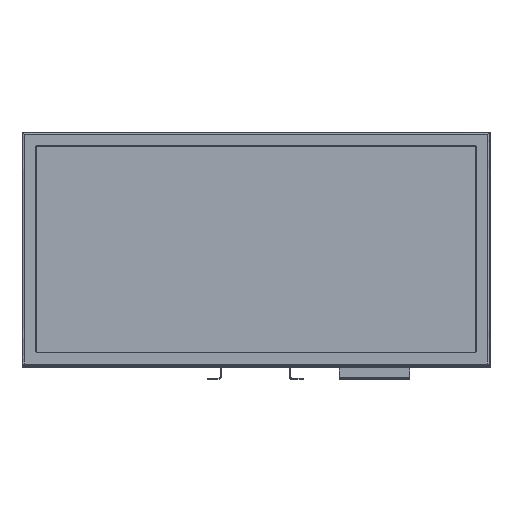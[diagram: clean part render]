
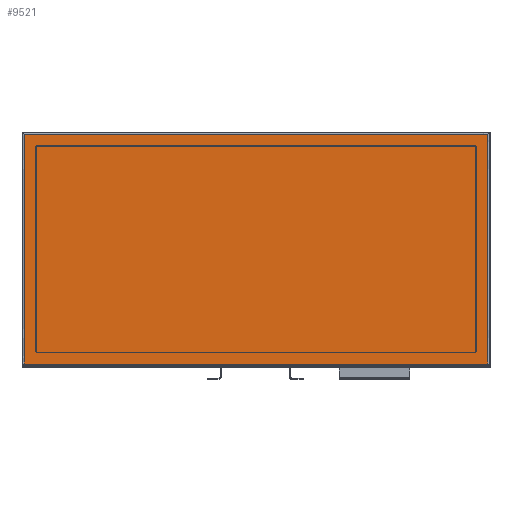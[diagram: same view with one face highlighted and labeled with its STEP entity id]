
A CAD part, top view. The second image highlights one B-rep face of the part: STEP entity #9521.
In plain terms, the highlighted free-form (B-spline) face has degree [1, 1] with [2, 2] control points.
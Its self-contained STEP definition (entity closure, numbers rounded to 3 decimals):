
#9521 = ADVANCED_FACE('',(#9522),#9552,.T.);
#9522 = FACE_BOUND('',#9523,.T.);
#9523 = EDGE_LOOP('',(#9524,#9533,#9540,#9547));
#9524 = ORIENTED_EDGE('',*,*,#9525,.T.);
#9525 = EDGE_CURVE('',#9526,#9528,#9530,.T.);
#9526 = VERTEX_POINT('',#9527);
#9527 = CARTESIAN_POINT('',(-2319.993,-178.307,
    1094.019));
#9528 = VERTEX_POINT('',#9529);
#9529 = CARTESIAN_POINT('',(-1082.613,-178.307,
    1094.019));
#9530 = B_SPLINE_CURVE_WITH_KNOTS('',1,(#9531,#9532),.UNSPECIFIED.,.F.,
  .F.,(2,2),(3.646,994.446),.PIECEWISE_BEZIER_KNOTS.);
#9531 = CARTESIAN_POINT('',(-2319.993,-178.307,
    1094.019));
#9532 = CARTESIAN_POINT('',(-1082.613,-178.307,
    1094.019));
#9533 = ORIENTED_EDGE('',*,*,#9534,.T.);
#9534 = EDGE_CURVE('',#9528,#9535,#9537,.T.);
#9535 = VERTEX_POINT('',#9536);
#9536 = CARTESIAN_POINT('',(-1082.613,434.638,
    1094.019));
#9537 = B_SPLINE_CURVE_WITH_KNOTS('',1,(#9538,#9539),.UNSPECIFIED.,.F.,
  .F.,(2,2),(3.646,494.446),.PIECEWISE_BEZIER_KNOTS.);
#9538 = CARTESIAN_POINT('',(-1082.613,-178.307,
    1094.019));
#9539 = CARTESIAN_POINT('',(-1082.613,434.638,
    1094.019));
#9540 = ORIENTED_EDGE('',*,*,#9541,.T.);
#9541 = EDGE_CURVE('',#9535,#9542,#9544,.T.);
#9542 = VERTEX_POINT('',#9543);
#9543 = CARTESIAN_POINT('',(-2319.993,434.638,
    1094.019));
#9544 = B_SPLINE_CURVE_WITH_KNOTS('',1,(#9545,#9546),.UNSPECIFIED.,.F.,
  .F.,(2,2),(3.646,994.446),.PIECEWISE_BEZIER_KNOTS.);
#9545 = CARTESIAN_POINT('',(-1082.613,434.638,
    1094.019));
#9546 = CARTESIAN_POINT('',(-2319.993,434.638,
    1094.019));
#9547 = ORIENTED_EDGE('',*,*,#9548,.T.);
#9548 = EDGE_CURVE('',#9542,#9526,#9549,.T.);
#9549 = B_SPLINE_CURVE_WITH_KNOTS('',1,(#9550,#9551),.UNSPECIFIED.,.F.,
  .F.,(2,2),(3.646,494.446),.PIECEWISE_BEZIER_KNOTS.);
#9550 = CARTESIAN_POINT('',(-2319.993,434.638,
    1094.019));
#9551 = CARTESIAN_POINT('',(-2319.993,-178.307,
    1094.019));
#9552 = B_SPLINE_SURFACE_WITH_KNOTS('',1,1,(
    (#9553,#9554)
    ,(#9555,#9556
  )),.UNSPECIFIED.,.F.,.F.,.F.,(2,2),(2,2),(-495.4,-4.6),(4.6,995.4),
  .PIECEWISE_BEZIER_KNOTS.);
#9553 = CARTESIAN_POINT('',(-1082.613,-178.307,
    1094.019));
#9554 = CARTESIAN_POINT('',(-2319.993,-178.307,
    1094.019));
#9555 = CARTESIAN_POINT('',(-1082.613,434.638,
    1094.019));
#9556 = CARTESIAN_POINT('',(-2319.993,434.638,
    1094.019));
